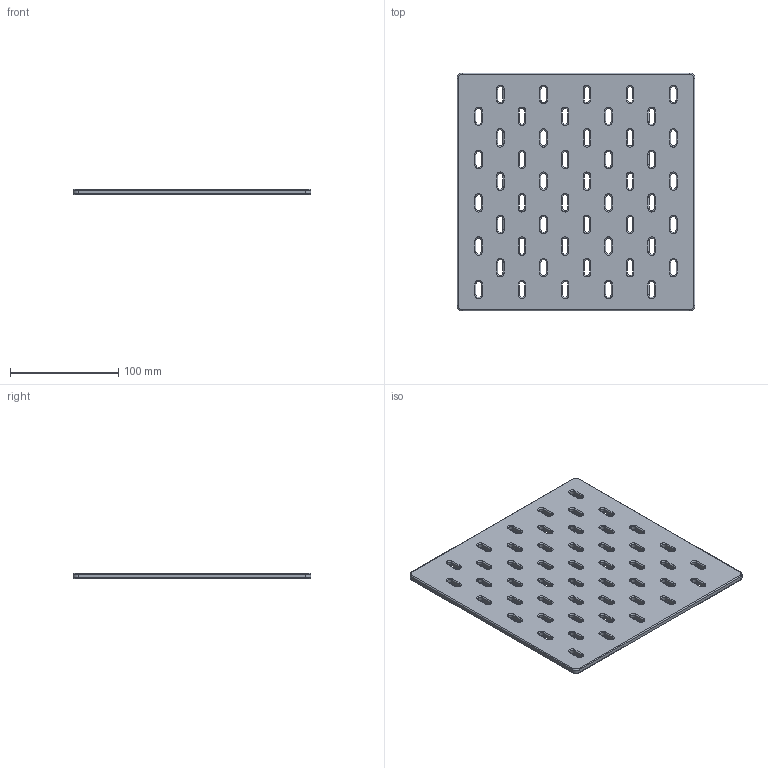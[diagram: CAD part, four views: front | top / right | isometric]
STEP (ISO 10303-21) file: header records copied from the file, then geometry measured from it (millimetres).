
FILE_DESCRIPTION(/* description */ (''),/* implementation_level */ '2;1');
FILE_NAME(/* name */ 'Skadis Raster.step',/* time_stamp */ '2022-03-21T19:49:31+01:00',/* author */ (''),/* organization */ (''),/* preprocessor_version */ 'ST-DEVELOPER v18.1',/* originating_system */ 'Autodesk Translation Framework v10.13.0.1454',/* authorisation */ '');
FILE_SCHEMA (('AUTOMOTIVE_DESIGN { 1 0 10303 214 3 1 1 }'));
Length unit declared in the file: millimetre
Products named in the file (1): Skadis Lochwand
Bounding box: 220 x 220 x 5.1 mm (x, y, z)
Volume: 227803.8 mm3; surface area: 101106.3 mm2
Topology: 1 solids, 1 shells, 626 faces, 1456 edges, 832 vertices
Faces by surface type: cylinder 312, torus 208, plane 106
Entity records: 17937 total; most frequent: DIRECTION 3542, CARTESIAN_POINT 2915, ORIENTED_EDGE 2912, AXIS2_PLACEMENT_3D 1459, EDGE_CURVE 1456, CIRCLE 832, VERTEX_POINT 832, EDGE_LOOP 726
